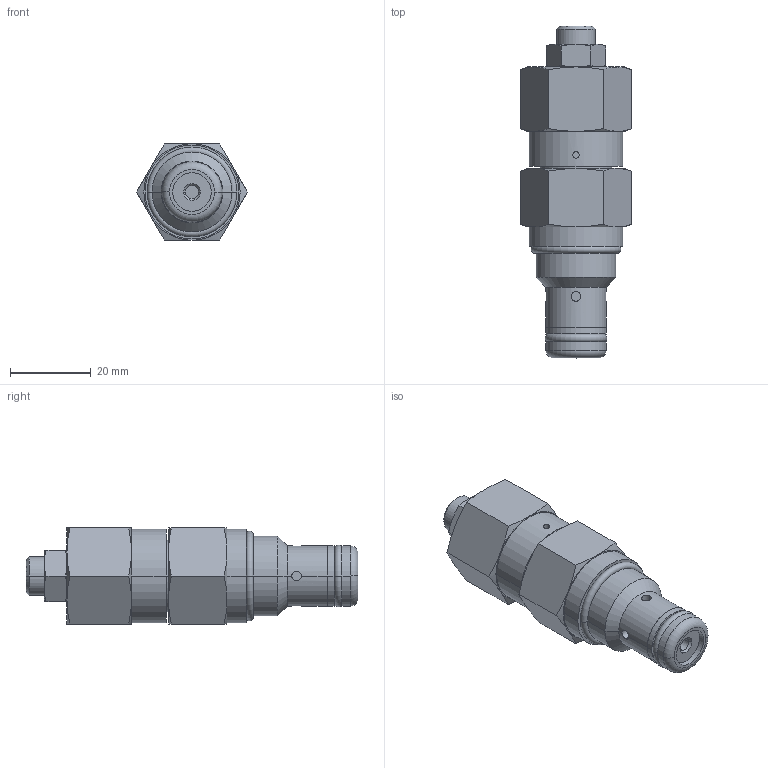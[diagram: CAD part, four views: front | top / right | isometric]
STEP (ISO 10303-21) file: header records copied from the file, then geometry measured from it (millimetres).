
FILE_DESCRIPTION((''),'2;1');
FILE_NAME('ILC70443002','2015-07-16T',('jdw'),(''),'PRO/ENGINEER BY PARAMETRIC TECHNOLOGY CORPORATION, 2013320','PRO/ENGINEER BY PARAMETRIC TECHNOLOGY CORPORATION, 2013320','');
FILE_SCHEMA(('AUTOMOTIVE_DESIGN { 1 0 10303 214 1 1 1 1 }'));
Length unit declared in the file: inch
Products named in the file (1): ILC70443002
Bounding box: 27.51 x 82.35 x 23.83 mm (x, y, z)
Volume: 27650.5 mm3; surface area: 7578.6 mm2
Topology: 2 solids, 3 shells, 135 faces, 302 edges, 188 vertices
Faces by surface type: plane 47, cone 44, cylinder 36, torus 8
Entity records: 4286 total; most frequent: CARTESIAN_POINT 1129, ORIENTED_EDGE 604, DIRECTION 602, EDGE_CURVE 302, AXIS2_PLACEMENT_3D 257, VERTEX_POINT 188, EDGE_LOOP 154, FACE_OUTER_BOUND 135
